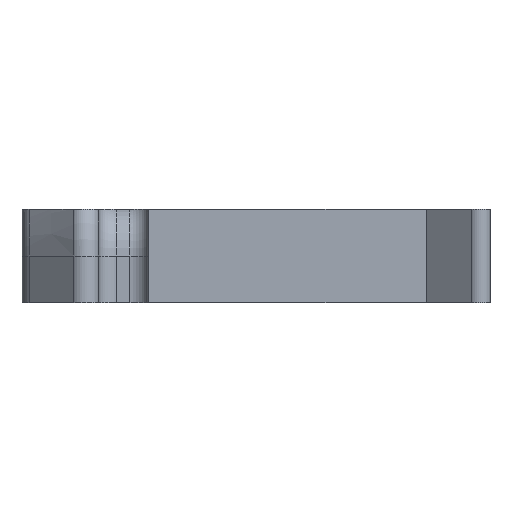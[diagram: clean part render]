
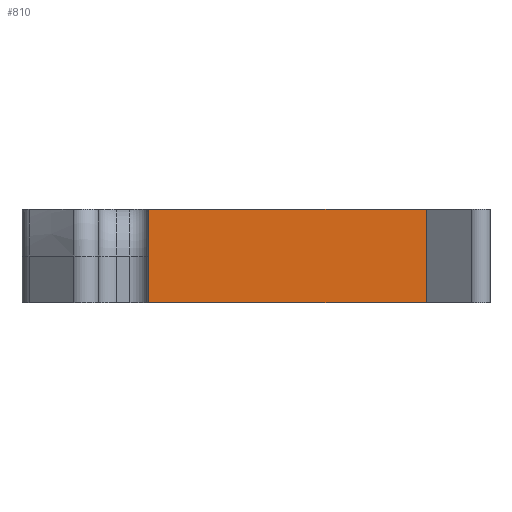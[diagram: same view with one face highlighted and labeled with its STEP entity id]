
A CAD part, left-side view. The second image highlights one B-rep face of the part: STEP entity #810.
In plain terms, the highlighted planar face has unit normal (-1, 0, 0).
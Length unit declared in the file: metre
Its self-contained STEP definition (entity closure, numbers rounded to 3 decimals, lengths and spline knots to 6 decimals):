
#31=PLANE('',#908);
#52=LINE('',#1294,#119);
#73=LINE('',#1397,#140);
#84=LINE('',#1422,#151);
#99=LINE('',#1452,#166);
#119=VECTOR('',#1004,1.);
#140=VECTOR('',#1065,1.);
#151=VECTOR('',#1098,1.);
#166=VECTOR('',#1141,1.);
#391=ORIENTED_EDGE('',*,*,#522,.F.);
#392=ORIENTED_EDGE('',*,*,#551,.F.);
#393=ORIENTED_EDGE('',*,*,#479,.T.);
#394=ORIENTED_EDGE('',*,*,#535,.T.);
#479=EDGE_CURVE('',#592,#591,#52,.T.);
#522=EDGE_CURVE('',#629,#630,#73,.T.);
#535=EDGE_CURVE('',#591,#630,#84,.T.);
#551=EDGE_CURVE('',#592,#629,#99,.T.);
#591=VERTEX_POINT('',#1293);
#592=VERTEX_POINT('',#1295);
#629=VERTEX_POINT('',#1396);
#630=VERTEX_POINT('',#1398);
#712=EDGE_LOOP('',(#391,#392,#393,#394));
#757=FACE_BOUND('',#712,.T.);
#810=ADVANCED_FACE('',(#757),#31,.T.);
#908=AXIS2_PLACEMENT_3D('',#1451,#1139,#1140);
#1004=DIRECTION('',(0.,1.,0.));
#1065=DIRECTION('',(0.,1.,0.));
#1098=DIRECTION('',(0.,0.,-1.));
#1139=DIRECTION('',(-1.,0.,0.));
#1140=DIRECTION('',(0.,-1.,0.));
#1141=DIRECTION('',(0.,0.,-1.));
#1293=CARTESIAN_POINT('',(-0.00381,0.,0.00762));
#1294=CARTESIAN_POINT('',(-0.00381,-0.011315,0.00762));
#1295=CARTESIAN_POINT('',(-0.00381,-0.02263,0.00762));
#1396=CARTESIAN_POINT('',(-0.00381,-0.02263,0.));
#1397=CARTESIAN_POINT('',(-0.00381,-0.011315,0.));
#1398=CARTESIAN_POINT('',(-0.00381,0.,0.));
#1422=CARTESIAN_POINT('',(-0.00381,0.,0.00762));
#1451=CARTESIAN_POINT('',(-0.00381,-0.011315,0.00762));
#1452=CARTESIAN_POINT('',(-0.00381,-0.02263,0.00762));
